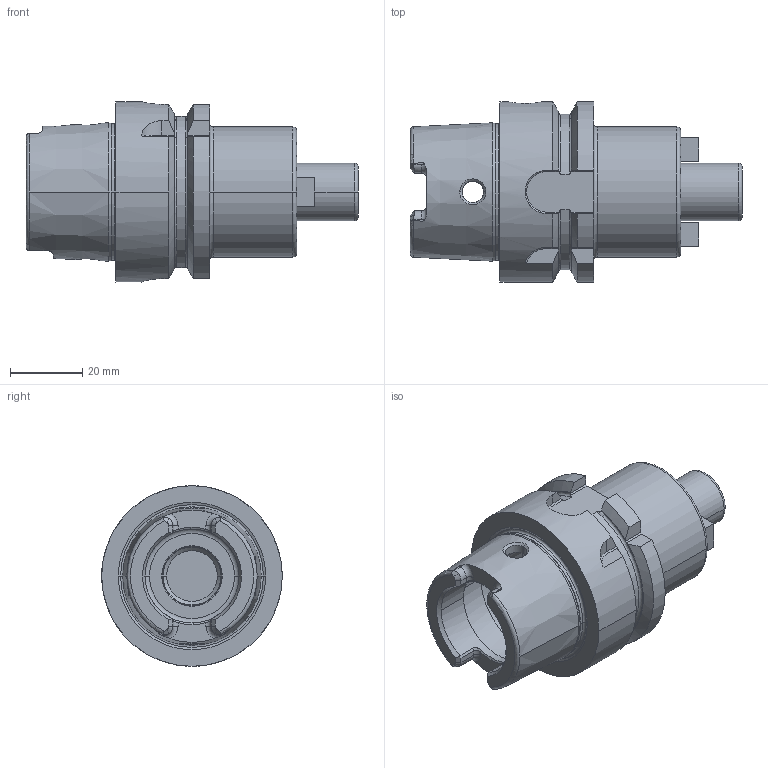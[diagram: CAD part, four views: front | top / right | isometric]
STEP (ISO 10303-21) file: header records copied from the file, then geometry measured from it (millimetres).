
FILE_DESCRIPTION((''),'2;1');
FILE_NAME('A50-050-16','2011-08-31T',('mei'),(''),'PRO/ENGINEER BY PARAMETRIC TECHNOLOGY CORPORATION, 2010430','PRO/ENGINEER BY PARAMETRIC TECHNOLOGY CORPORATION, 2010430','');
FILE_SCHEMA(('CONFIG_CONTROL_DESIGN'));
Length unit declared in the file: millimetre
Products named in the file (1): A50-050-16
Bounding box: 91.9 x 50 x 50 mm (x, y, z)
Volume: 76160.8 mm3; surface area: 20269.6 mm2
Topology: 1 solids, 3 shells, 201 faces, 507 edges, 312 vertices
Faces by surface type: plane 74, cylinder 53, cone 32, torus 32, bspline 8, extrusion 2
Entity records: 7200 total; most frequent: CARTESIAN_POINT 2445, ORIENTED_EDGE 1002, DIRECTION 960, EDGE_CURVE 505, AXIS2_PLACEMENT_3D 368, VERTEX_POINT 312, VECTOR 224, LINE 222
